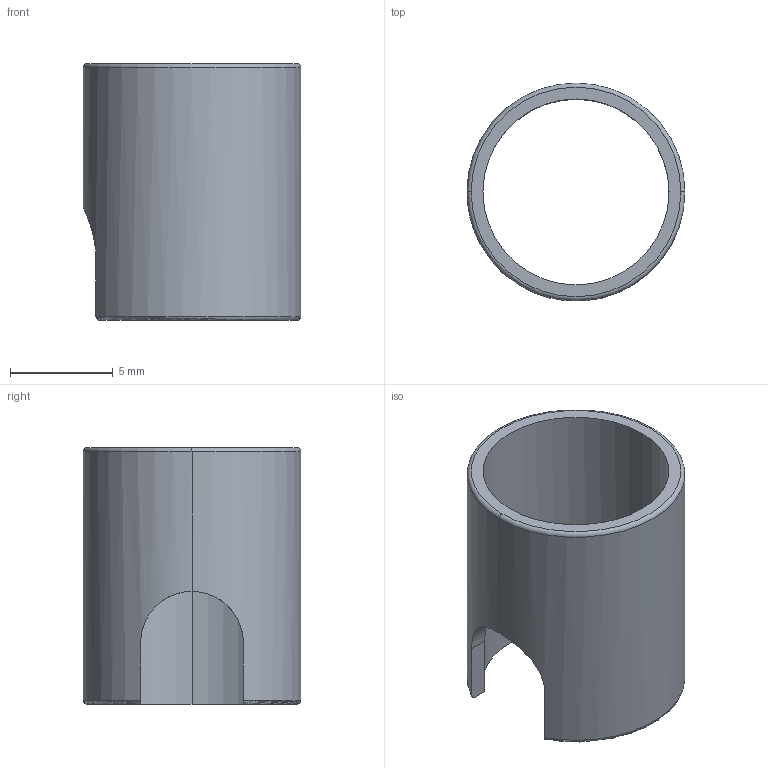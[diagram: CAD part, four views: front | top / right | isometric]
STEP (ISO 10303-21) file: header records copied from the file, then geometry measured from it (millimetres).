
FILE_DESCRIPTION (( 'STEP AP214' ), '1' );
FILE_NAME ('喃萇盄_ABS俋褲.STEP', '2022-06-01T09:02:05', ( '' ), ( '' ), 'SwSTEP 2.0', 'SolidWorks 2016', '' );
FILE_SCHEMA (( 'AUTOMOTIVE_DESIGN' ));
Length unit declared in the file: millimetre
Products named in the file (1): 喃萇盄_ABS俋褲
Bounding box: 10.6 x 10.6 x 12.5 mm (x, y, z)
Volume: 278.4 mm3; surface area: 770.2 mm2
Topology: 1 solids, 1 shells, 13 faces, 33 edges, 21 vertices
Faces by surface type: cylinder 5, torus 4, plane 4
Entity records: 494 total; most frequent: CARTESIAN_POINT 138, DIRECTION 70, ORIENTED_EDGE 66, EDGE_CURVE 33, AXIS2_PLACEMENT_3D 29, VERTEX_POINT 21, CIRCLE 15, EDGE_LOOP 14
